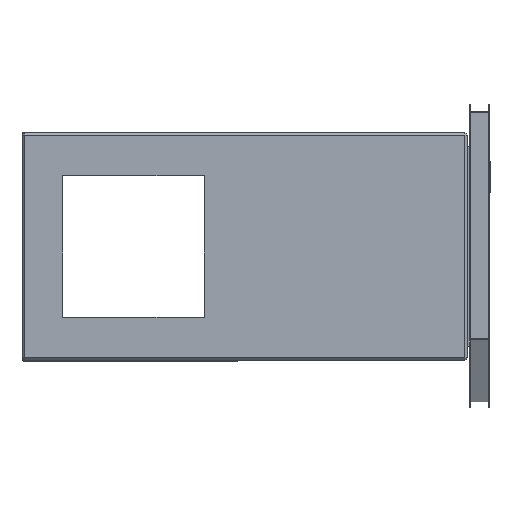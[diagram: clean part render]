
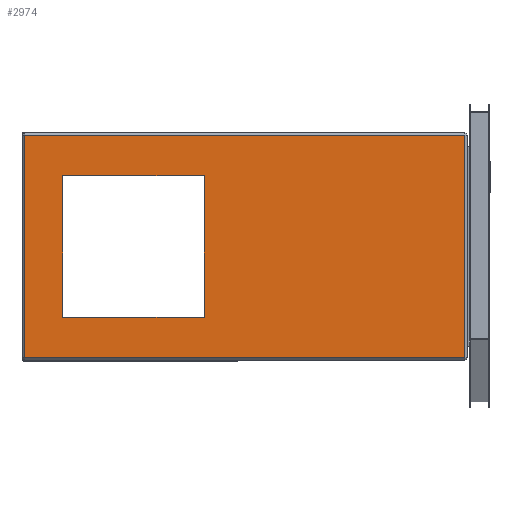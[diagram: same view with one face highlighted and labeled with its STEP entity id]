
A CAD part, top view. The second image highlights one B-rep face of the part: STEP entity #2974.
In plain terms, the highlighted planar face has unit normal (0, 0, 1).
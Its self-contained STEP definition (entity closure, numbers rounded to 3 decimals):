
#336=FACE_BOUND('',#4742,.T.);
#1193=B_SPLINE_CURVE_WITH_KNOTS('',1,(#26324,#26325),.UNSPECIFIED.,.F.,
 .F.,(2,2),(-38.,116.),.UNSPECIFIED.);
#1194=B_SPLINE_CURVE_WITH_KNOTS('',1,(#26326,#26327),.UNSPECIFIED.,.F.,
 .F.,(2,2),(-19.,59.),.UNSPECIFIED.);
#1195=B_SPLINE_CURVE_WITH_KNOTS('',1,(#26328,#26329),.UNSPECIFIED.,.F.,
 .F.,(2,2),(-38.,116.),.UNSPECIFIED.);
#1196=B_SPLINE_CURVE_WITH_KNOTS('',1,(#26330,#26331),.UNSPECIFIED.,.F.,
 .F.,(2,2),(-19.,59.),.UNSPECIFIED.);
#1197=B_SPLINE_CURVE_WITH_KNOTS('',1,(#26332,#26333),.UNSPECIFIED.,.F.,
 .F.,(2,2),(-37.125,12.375),.UNSPECIFIED.);
#1198=B_SPLINE_CURVE_WITH_KNOTS('',1,(#26334,#26335),.UNSPECIFIED.,.F.,
 .F.,(2,2),(-56.625,-7.125),.UNSPECIFIED.);
#1199=B_SPLINE_CURVE_WITH_KNOTS('',1,(#26336,#26337),.UNSPECIFIED.,.F.,
 .F.,(2,2),(-37.125,12.375),.UNSPECIFIED.);
#1200=B_SPLINE_CURVE_WITH_KNOTS('',1,(#26338,#26339),.UNSPECIFIED.,.F.,
 .F.,(2,2),(-17.625,31.875),.UNSPECIFIED.);
#1550=PLANE('',#13520);
#2974=ADVANCED_FACE('',(#3732,#336),#1550,.T.);
#3732=FACE_OUTER_BOUND('',#4741,.T.);
#4741=EDGE_LOOP('',(#8238,#8239,#8240,#8241));
#4742=EDGE_LOOP('',(#8242,#8243,#8244,#8245));
#8238=ORIENTED_EDGE('',*,*,#10321,.F.);
#8239=ORIENTED_EDGE('',*,*,#10322,.F.);
#8240=ORIENTED_EDGE('',*,*,#10323,.F.);
#8241=ORIENTED_EDGE('',*,*,#10324,.F.);
#8242=ORIENTED_EDGE('',*,*,#10325,.T.);
#8243=ORIENTED_EDGE('',*,*,#10326,.T.);
#8244=ORIENTED_EDGE('',*,*,#10327,.T.);
#8245=ORIENTED_EDGE('',*,*,#10328,.T.);
#10321=EDGE_CURVE('',#12745,#12744,#1193,.T.);
#10322=EDGE_CURVE('',#12746,#12745,#1194,.T.);
#10323=EDGE_CURVE('',#12747,#12746,#1195,.T.);
#10324=EDGE_CURVE('',#12744,#12747,#1196,.T.);
#10325=EDGE_CURVE('',#12748,#12749,#1197,.T.);
#10326=EDGE_CURVE('',#12749,#12750,#1198,.T.);
#10327=EDGE_CURVE('',#12750,#12751,#1199,.T.);
#10328=EDGE_CURVE('',#12751,#12748,#1200,.T.);
#12744=VERTEX_POINT('',#26232);
#12745=VERTEX_POINT('',#26233);
#12746=VERTEX_POINT('',#26234);
#12747=VERTEX_POINT('',#26235);
#12748=VERTEX_POINT('',#26236);
#12749=VERTEX_POINT('',#26237);
#12750=VERTEX_POINT('',#26238);
#12751=VERTEX_POINT('',#26239);
#13520=AXIS2_PLACEMENT_3D('',#25776,#13867,$);
#13867=DIRECTION('',(0.,0.,1.));
#25776=CARTESIAN_POINT('',(-770.01,1012.599,407.296));
#26232=CARTESIAN_POINT('',(-770.,232.589,407.296));
#26233=CARTESIAN_POINT('',(770.,232.589,407.296));
#26234=CARTESIAN_POINT('',(770.,1012.589,407.296));
#26235=CARTESIAN_POINT('',(-770.,1012.589,407.296));
#26236=CARTESIAN_POINT('',(-637.5,375.089,407.296));
#26237=CARTESIAN_POINT('',(-637.5,870.089,407.296));
#26238=CARTESIAN_POINT('',(-142.5,870.089,407.296));
#26239=CARTESIAN_POINT('',(-142.5,375.089,407.296));
#26324=CARTESIAN_POINT('',(770.,232.589,407.296));
#26325=CARTESIAN_POINT('',(-770.,232.589,407.296));
#26326=CARTESIAN_POINT('',(770.,1012.589,407.296));
#26327=CARTESIAN_POINT('',(770.,232.589,407.296));
#26328=CARTESIAN_POINT('',(-770.,1012.589,407.296));
#26329=CARTESIAN_POINT('',(770.,1012.589,407.296));
#26330=CARTESIAN_POINT('',(-770.,232.589,407.296));
#26331=CARTESIAN_POINT('',(-770.,1012.589,407.296));
#26332=CARTESIAN_POINT('',(-637.5,375.089,407.296));
#26333=CARTESIAN_POINT('',(-637.5,870.089,407.296));
#26334=CARTESIAN_POINT('',(-637.5,870.089,407.296));
#26335=CARTESIAN_POINT('',(-142.5,870.089,407.296));
#26336=CARTESIAN_POINT('',(-142.5,870.089,407.296));
#26337=CARTESIAN_POINT('',(-142.5,375.089,407.296));
#26338=CARTESIAN_POINT('',(-142.5,375.089,407.296));
#26339=CARTESIAN_POINT('',(-637.5,375.089,407.296));
